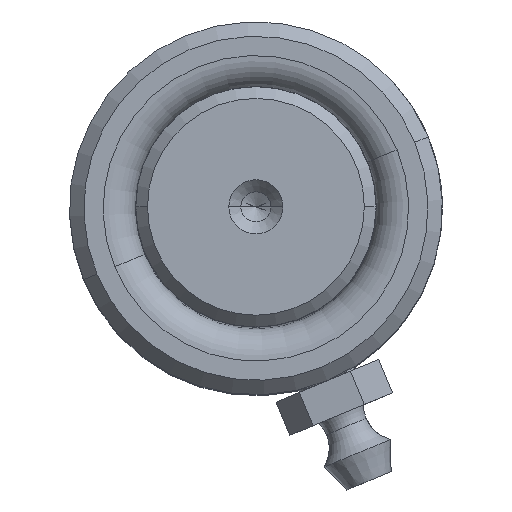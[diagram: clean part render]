
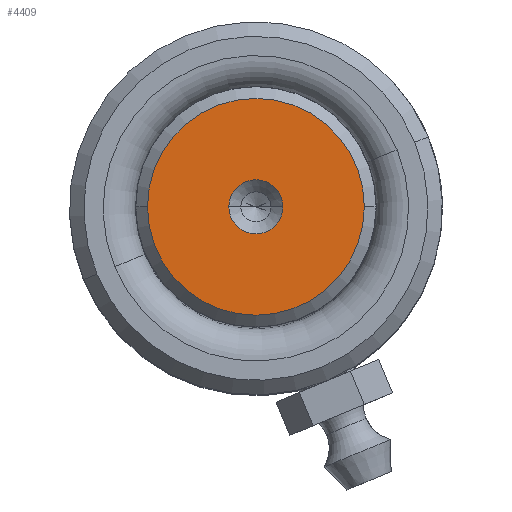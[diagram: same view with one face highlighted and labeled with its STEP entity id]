
A CAD part, top view. The second image highlights one B-rep face of the part: STEP entity #4409.
In plain terms, the highlighted planar face has unit normal (0, 0, 1).
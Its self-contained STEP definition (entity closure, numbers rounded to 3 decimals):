
#7 = DIRECTION ( 'NONE',  ( 0., 0., 1. ) ) ;
#87 = EDGE_CURVE ( 'NONE', #2894, #2163, #3949, .T. ) ;
#451 = CARTESIAN_POINT ( 'NONE',  ( 0., 0., 120. ) ) ;
#504 = DIRECTION ( 'NONE',  ( 1., 0., 0. ) ) ;
#517 = VERTEX_POINT ( 'NONE', #3568 ) ;
#542 = DIRECTION ( 'NONE',  ( 1., 0., 0. ) ) ;
#553 = DIRECTION ( 'NONE',  ( 1., 0., 0. ) ) ;
#582 = ORIENTED_EDGE ( 'NONE', *, *, #4480, .T. ) ;
#665 = ORIENTED_EDGE ( 'NONE', *, *, #4103, .T. ) ;
#808 = CIRCLE ( 'NONE', #4417, 2.25 ) ;
#1028 = CARTESIAN_POINT ( 'NONE',  ( 0., 0., 120. ) ) ;
#1107 = DIRECTION ( 'NONE',  ( 0., 0., 1. ) ) ;
#1597 = EDGE_LOOP ( 'NONE', ( #665, #582 ) ) ;
#1719 = FACE_BOUND ( 'NONE', #5212, .T. ) ;
#2070 = PLANE ( 'NONE',  #5607 ) ;
#2163 = VERTEX_POINT ( 'NONE', #4013 ) ;
#2177 = AXIS2_PLACEMENT_3D ( 'NONE', #4821, #3211, #542 ) ;
#2286 = ORIENTED_EDGE ( 'NONE', *, *, #2866, .F. ) ;
#2558 = DIRECTION ( 'NONE',  ( 1., 0., 0. ) ) ;
#2566 = AXIS2_PLACEMENT_3D ( 'NONE', #4344, #1107, #3340 ) ;
#2866 = EDGE_CURVE ( 'NONE', #2163, #2894, #808, .T. ) ;
#2894 = VERTEX_POINT ( 'NONE', #3167 ) ;
#3167 = CARTESIAN_POINT ( 'NONE',  ( -2.25, 0., 120. ) ) ;
#3211 = DIRECTION ( 'NONE',  ( 0., 0., 1. ) ) ;
#3340 = DIRECTION ( 'NONE',  ( 1., 0., 0. ) ) ;
#3568 = CARTESIAN_POINT ( 'NONE',  ( 9.009, 0., 120. ) ) ;
#3750 = FACE_OUTER_BOUND ( 'NONE', #1597, .T. ) ;
#3930 = CIRCLE ( 'NONE', #2566, 9.009 ) ;
#3949 = CIRCLE ( 'NONE', #2177, 2.25 ) ;
#3987 = VERTEX_POINT ( 'NONE', #5476 ) ;
#4013 = CARTESIAN_POINT ( 'NONE',  ( 2.25, 0., 120. ) ) ;
#4103 = EDGE_CURVE ( 'NONE', #3987, #517, #3930, .T. ) ;
#4344 = CARTESIAN_POINT ( 'NONE',  ( 0., 0., 120. ) ) ;
#4409 = ADVANCED_FACE ( 'NONE', ( #1719, #3750 ), #2070, .T. ) ;
#4417 = AXIS2_PLACEMENT_3D ( 'NONE', #1028, #4806, #2558 ) ;
#4480 = EDGE_CURVE ( 'NONE', #517, #3987, #6580, .T. ) ;
#4806 = DIRECTION ( 'NONE',  ( 0., 0., 1. ) ) ;
#4821 = CARTESIAN_POINT ( 'NONE',  ( 0., 0., 120. ) ) ;
#5212 = EDGE_LOOP ( 'NONE', ( #2286, #6555 ) ) ;
#5476 = CARTESIAN_POINT ( 'NONE',  ( -9.009, 0., 120. ) ) ;
#5607 = AXIS2_PLACEMENT_3D ( 'NONE', #6476, #7, #553 ) ;
#6425 = DIRECTION ( 'NONE',  ( 0., 0., 1. ) ) ;
#6435 = AXIS2_PLACEMENT_3D ( 'NONE', #451, #6425, #504 ) ;
#6476 = CARTESIAN_POINT ( 'NONE',  ( 0., 0., 120. ) ) ;
#6555 = ORIENTED_EDGE ( 'NONE', *, *, #87, .F. ) ;
#6580 = CIRCLE ( 'NONE', #6435, 9.009 ) ;
